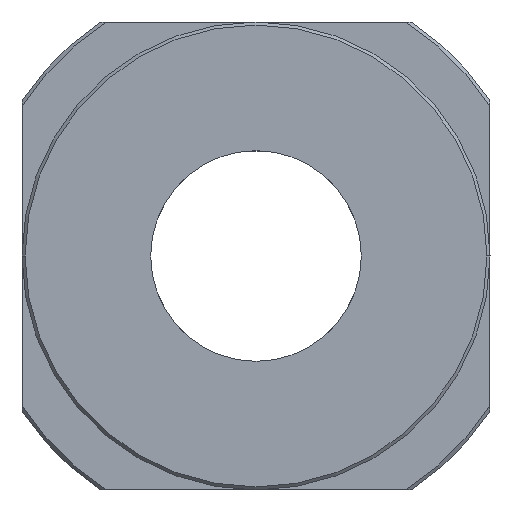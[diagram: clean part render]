
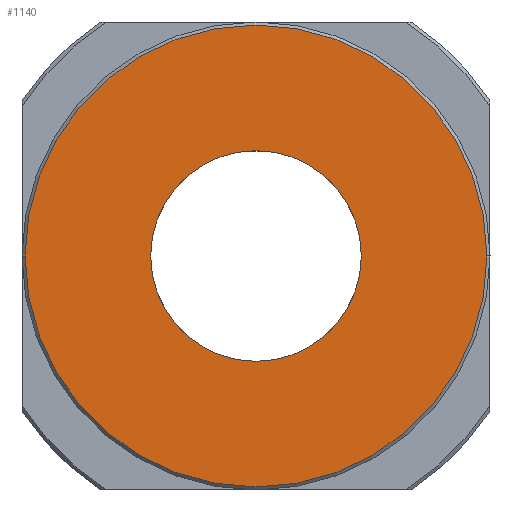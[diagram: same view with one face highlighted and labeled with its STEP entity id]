
A CAD part, front view. The second image highlights one B-rep face of the part: STEP entity #1140.
In plain terms, the highlighted planar face has unit normal (0, -1, 0).
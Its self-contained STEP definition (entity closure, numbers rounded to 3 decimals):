
#76 = DIRECTION ( 'NONE',  ( -1., 0., 0. ) ) ;
#86 = CARTESIAN_POINT ( 'NONE',  ( -14.8, -11., 0. ) ) ;
#406 = DIRECTION ( 'NONE',  ( 0., 0., -1. ) ) ;
#448 = CARTESIAN_POINT ( 'NONE',  ( 15., -11., 0. ) ) ;
#654 = AXIS2_PLACEMENT_3D ( 'NONE', #3511, #3609, #406 ) ;
#679 = VERTEX_POINT ( 'NONE', #86 ) ;
#717 = CIRCLE ( 'NONE', #4580, 6.75 ) ;
#881 = CARTESIAN_POINT ( 'NONE',  ( 0., -11., 6.75 ) ) ;
#961 = ORIENTED_EDGE ( 'NONE', *, *, #3745, .T. ) ;
#1006 = DIRECTION ( 'NONE',  ( -1., 0., 0. ) ) ;
#1033 = CARTESIAN_POINT ( 'NONE',  ( 0., -11., 0. ) ) ;
#1117 = EDGE_LOOP ( 'NONE', ( #4086, #3706 ) ) ;
#1135 = DIRECTION ( 'NONE',  ( 0., -1., 0. ) ) ;
#1140 = ADVANCED_FACE ( 'NONE', ( #1895, #1211 ), #2207, .F. ) ;
#1211 = FACE_BOUND ( 'NONE', #1117, .T. ) ;
#1479 = EDGE_LOOP ( 'NONE', ( #961, #4475 ) ) ;
#1492 = EDGE_CURVE ( 'NONE', #3776, #4216, #717, .T. ) ;
#1817 = CARTESIAN_POINT ( 'NONE',  ( 0., -11., 0. ) ) ;
#1885 = CARTESIAN_POINT ( 'NONE',  ( 0., -11., -6.75 ) ) ;
#1895 = FACE_OUTER_BOUND ( 'NONE', #1479, .T. ) ;
#2133 = DIRECTION ( 'NONE',  ( 0., -1., 0. ) ) ;
#2207 = PLANE ( 'NONE',  #2796 ) ;
#2706 = EDGE_CURVE ( 'NONE', #2785, #679, #2878, .T. ) ;
#2726 = AXIS2_PLACEMENT_3D ( 'NONE', #1033, #2133, #1006 ) ;
#2748 = CARTESIAN_POINT ( 'NONE',  ( 0., -11., 0. ) ) ;
#2785 = VERTEX_POINT ( 'NONE', #3922 ) ;
#2796 = AXIS2_PLACEMENT_3D ( 'NONE', #448, #3248, #76 ) ;
#2878 = CIRCLE ( 'NONE', #2726, 14.8 ) ;
#3248 = DIRECTION ( 'NONE',  ( 0., 1., 0. ) ) ;
#3261 = CIRCLE ( 'NONE', #654, 6.75 ) ;
#3262 = DIRECTION ( 'NONE',  ( -1., 0., 0. ) ) ;
#3511 = CARTESIAN_POINT ( 'NONE',  ( 0., -11., 0. ) ) ;
#3609 = DIRECTION ( 'NONE',  ( 0., -1., 0. ) ) ;
#3706 = ORIENTED_EDGE ( 'NONE', *, *, #4052, .F. ) ;
#3745 = EDGE_CURVE ( 'NONE', #679, #2785, #4590, .T. ) ;
#3776 = VERTEX_POINT ( 'NONE', #1885 ) ;
#3922 = CARTESIAN_POINT ( 'NONE',  ( 14.8, -11., 0. ) ) ;
#4052 = EDGE_CURVE ( 'NONE', #4216, #3776, #3261, .T. ) ;
#4076 = AXIS2_PLACEMENT_3D ( 'NONE', #1817, #1135, #3262 ) ;
#4086 = ORIENTED_EDGE ( 'NONE', *, *, #1492, .F. ) ;
#4169 = DIRECTION ( 'NONE',  ( 0., 0., -1. ) ) ;
#4216 = VERTEX_POINT ( 'NONE', #881 ) ;
#4461 = DIRECTION ( 'NONE',  ( 0., -1., 0. ) ) ;
#4475 = ORIENTED_EDGE ( 'NONE', *, *, #2706, .T. ) ;
#4580 = AXIS2_PLACEMENT_3D ( 'NONE', #2748, #4461, #4169 ) ;
#4590 = CIRCLE ( 'NONE', #4076, 14.8 ) ;
